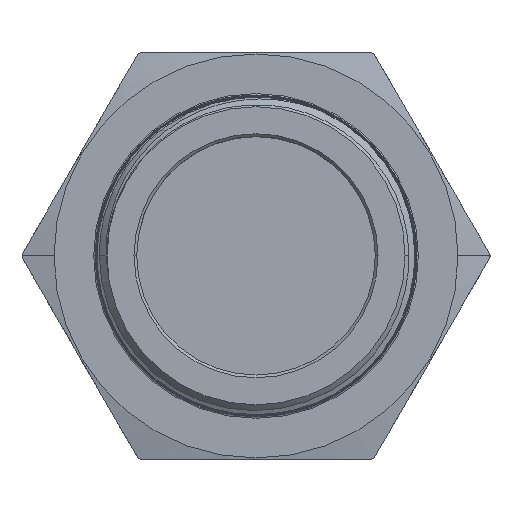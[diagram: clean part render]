
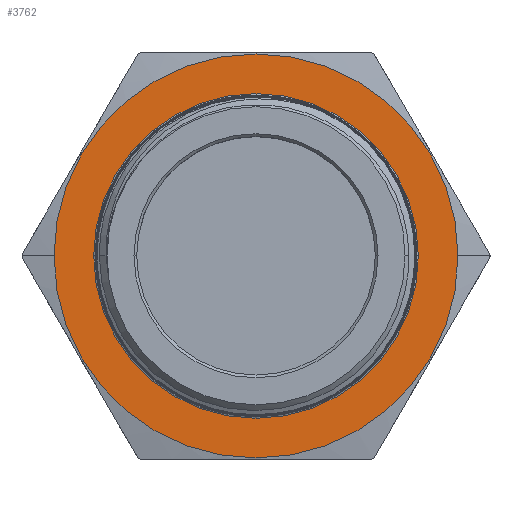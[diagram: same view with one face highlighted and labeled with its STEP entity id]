
A CAD part, top view. The second image highlights one B-rep face of the part: STEP entity #3762.
In plain terms, the highlighted planar face has unit normal (0, 0, 1).
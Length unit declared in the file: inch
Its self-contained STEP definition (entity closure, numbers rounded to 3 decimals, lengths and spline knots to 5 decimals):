
#1337 = EDGE_CURVE ( 'NONE', #1619, #1613, #1729, .T. ) ;
#1351 = AXIS2_PLACEMENT_3D ( 'NONE', #7623, #7622, #7621 ) ;
#1392 = AXIS2_PLACEMENT_3D ( 'NONE', #3461, #3460, #3465 ) ;
#1425 = AXIS2_PLACEMENT_3D ( 'NONE', #2320, #2321, #2322 ) ;
#1426 = AXIS2_PLACEMENT_3D ( 'NONE', #2325, #2326, #2327 ) ;
#1447 = AXIS2_PLACEMENT_3D ( 'NONE', #7465, #7466, #7467 ) ;
#1612 = VERTEX_POINT ( 'NONE', #7049 ) ;
#1613 = VERTEX_POINT ( 'NONE', #7048 ) ;
#1619 = VERTEX_POINT ( 'NONE', #7042 ) ;
#1640 = VERTEX_POINT ( 'NONE', #7017 ) ;
#1685 = EDGE_LOOP ( 'NONE', ( #6851, #6850 ) ) ;
#1689 = EDGE_LOOP ( 'NONE', ( #6854, #6855 ) ) ;
#1729 = CIRCLE ( 'NONE', #1351, 1.1975 ) ;
#2320 = CARTESIAN_POINT ( 'NONE',  ( 0., 0., 0.33 ) ) ;
#2321 = DIRECTION ( 'NONE',  ( 0., 0., -1. ) ) ;
#2322 = DIRECTION ( 'NONE',  ( -1., 0., 0. ) ) ;
#2325 = CARTESIAN_POINT ( 'NONE',  ( 0., 0., 0.33 ) ) ;
#2326 = DIRECTION ( 'NONE',  ( 0., 0., -1. ) ) ;
#2327 = DIRECTION ( 'NONE',  ( 1., 0., 0. ) ) ;
#3460 = DIRECTION ( 'NONE',  ( 0., 0., 1. ) ) ;
#3461 = CARTESIAN_POINT ( 'NONE',  ( -0.86603, -1.5, 0.33 ) ) ;
#3463 = PLANE ( 'NONE',  #1392 ) ;
#3465 = DIRECTION ( 'NONE',  ( 1., 0., 0. ) ) ;
#3762 = ADVANCED_FACE ( 'NONE', ( #7691, #7693 ), #3463, .T. ) ;
#3964 = EDGE_CURVE ( 'NONE', #1612, #1640, #7791, .T. ) ;
#3965 = EDGE_CURVE ( 'NONE', #1613, #1619, #7783, .T. ) ;
#4016 = EDGE_CURVE ( 'NONE', #1640, #1612, #7853, .T. ) ;
#6850 = ORIENTED_EDGE ( 'NONE', *, *, #3965, .T. ) ;
#6851 = ORIENTED_EDGE ( 'NONE', *, *, #1337, .T. ) ;
#6854 = ORIENTED_EDGE ( 'NONE', *, *, #4016, .F. ) ;
#6855 = ORIENTED_EDGE ( 'NONE', *, *, #3964, .F. ) ;
#7017 = CARTESIAN_POINT ( 'NONE',  ( -1.49, 0., 0.33 ) ) ;
#7042 = CARTESIAN_POINT ( 'NONE',  ( 1.1975, 0., 0.33 ) ) ;
#7048 = CARTESIAN_POINT ( 'NONE',  ( -1.1975, 0., 0.33 ) ) ;
#7049 = CARTESIAN_POINT ( 'NONE',  ( 1.49, 0., 0.33 ) ) ;
#7465 = CARTESIAN_POINT ( 'NONE',  ( 0., 0., 0.33 ) ) ;
#7466 = DIRECTION ( 'NONE',  ( 0., 0., -1. ) ) ;
#7467 = DIRECTION ( 'NONE',  ( -1., 0., 0. ) ) ;
#7621 = DIRECTION ( 'NONE',  ( 1., 0., 0. ) ) ;
#7622 = DIRECTION ( 'NONE',  ( 0., 0., -1. ) ) ;
#7623 = CARTESIAN_POINT ( 'NONE',  ( 0., 0., 0.33 ) ) ;
#7691 = FACE_OUTER_BOUND ( 'NONE', #1689, .T. ) ;
#7693 = FACE_BOUND ( 'NONE', #1685, .T. ) ;
#7783 = CIRCLE ( 'NONE', #1426, 1.1975 ) ;
#7791 = CIRCLE ( 'NONE', #1425, 1.49 ) ;
#7853 = CIRCLE ( 'NONE', #1447, 1.49 ) ;
